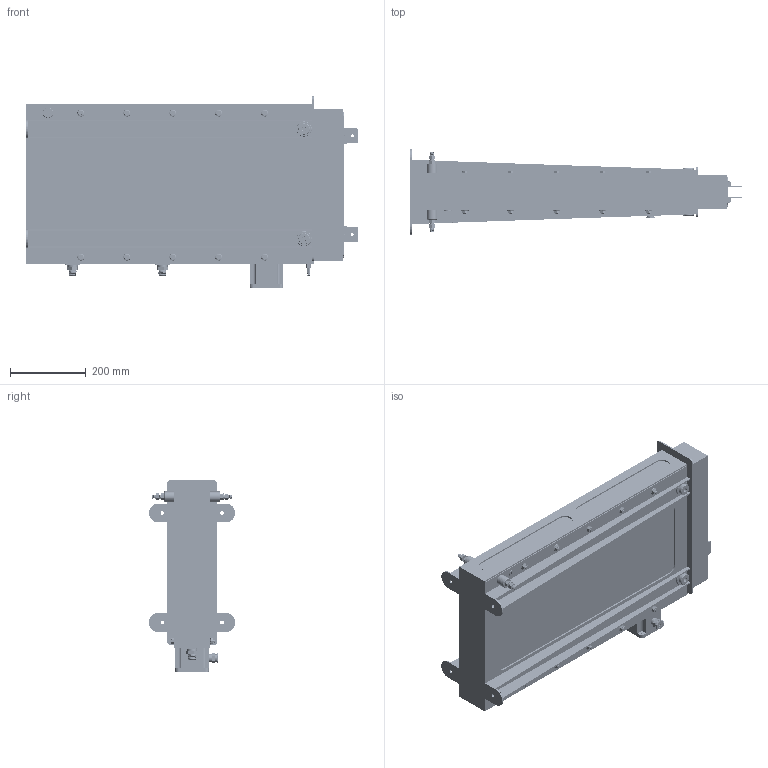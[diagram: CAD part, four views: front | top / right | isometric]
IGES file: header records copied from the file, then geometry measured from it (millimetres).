
Start section: SolidWorks IGES file using analytic representation for surfaces
Global section: file name: ÐÑÌÊ-1À IP21.IGS; native system: SolidWorks 2020; preprocessor: SolidWorks 2020; author: User; date: 240404.135015; units: millimetre
Bounding box: 876.21 x 227.83 x 506.5 mm (x, y, z)
Surface area: 2595890.1 mm2 (no closed solid volume)
Topology: 0 solids, 0 shells, 5681 faces, 82981 edges, 82893 vertices
Faces by surface type: bspline 2908, revolution 2773
